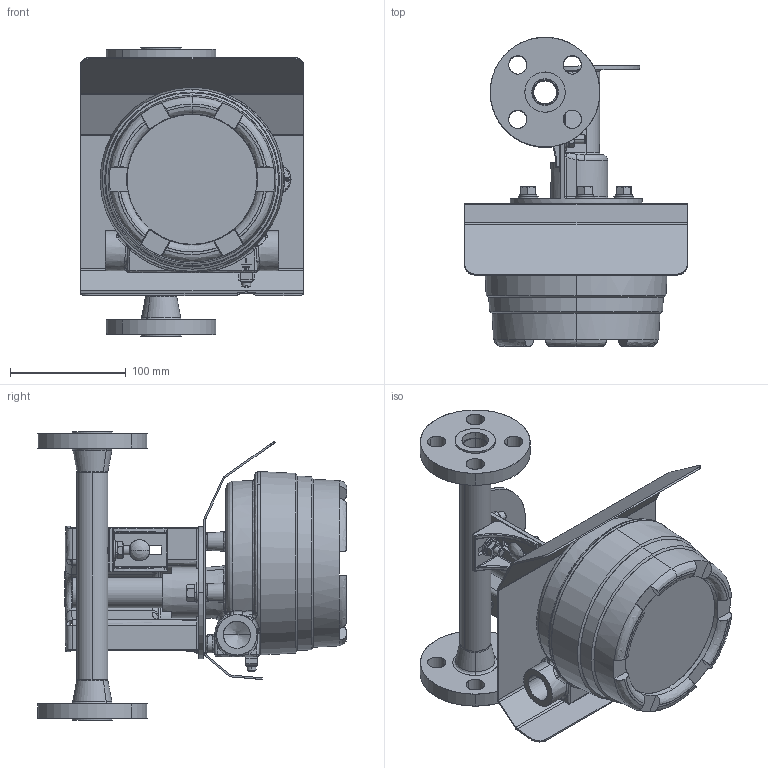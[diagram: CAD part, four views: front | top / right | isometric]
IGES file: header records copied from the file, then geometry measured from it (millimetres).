
Start section: SolidWorks IGES file using analytic representation for surfaces
Global section: file name: 3809G-A-07-G-6-H-0.IGS; native system: SolidWorks 2019; preprocessor: SolidWorks 2019; author: SMoroney; date: 200624.120030; units: millimetre
Bounding box: 192.53 x 267.65 x 250 mm (x, y, z)
Surface area: 427872.7 mm2 (no closed solid volume)
Topology: 0 solids, 0 shells, 1029 faces, 16428 edges, 16362 vertices
Faces by surface type: revolution 537, bspline 492
